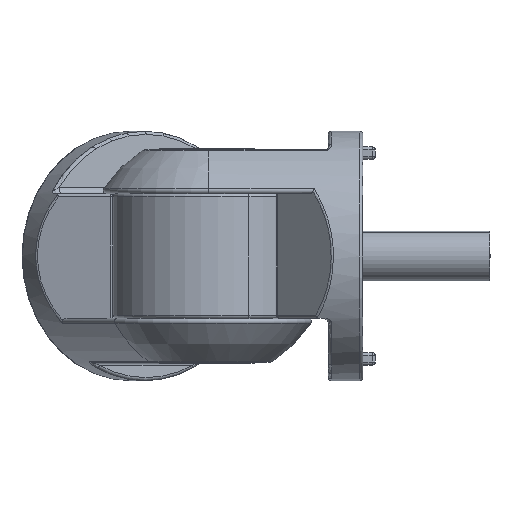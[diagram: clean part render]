
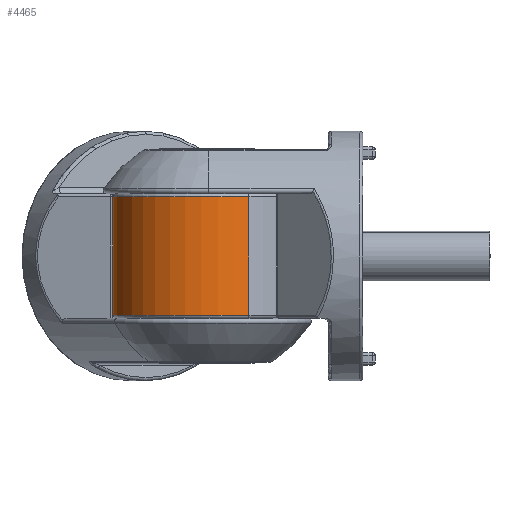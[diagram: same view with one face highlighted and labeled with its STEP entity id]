
A CAD part, left-side view. The second image highlights one B-rep face of the part: STEP entity #4465.
In plain terms, the highlighted cylindrical face has radius 15 mm (diameter 30 mm), a partial arc.
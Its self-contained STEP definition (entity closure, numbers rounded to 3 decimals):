
#1267 = CARTESIAN_POINT ( 'NONE',  ( -17.244, 6.956, 31.196 ) ) ;
#1986 = CARTESIAN_POINT ( 'NONE',  ( -17.244, 6.956, 31.696 ) ) ;
#2112 = CIRCLE ( 'NONE', #9910, 15. ) ;
#3019 = CARTESIAN_POINT ( 'NONE',  ( -3.844, 13.697, 50.696 ) ) ;
#3020 = DIRECTION ( 'NONE',  ( 0., 0., 1. ) ) ;
#3715 = DIRECTION ( 'NONE',  ( 0., 0., 1. ) ) ;
#3908 = VERTEX_POINT ( 'NONE', #11991 ) ;
#4067 = ORIENTED_EDGE ( 'NONE', *, *, #12109, .F. ) ;
#4438 = LINE ( 'NONE', #12127, #13666 ) ;
#4465 = ADVANCED_FACE ( 'NONE', ( #16641 ), #12841, .T. ) ;
#4965 = DIRECTION ( 'NONE',  ( 0., 0., 1. ) ) ;
#5211 = EDGE_CURVE ( 'NONE', #15463, #12516, #11920, .T. ) ;
#7077 = EDGE_LOOP ( 'NONE', ( #13274, #9743, #13632, #4067 ) ) ;
#7453 = CARTESIAN_POINT ( 'NONE',  ( -30.644, 0.215, 31.696 ) ) ;
#7784 = VERTEX_POINT ( 'NONE', #7453 ) ;
#7797 = AXIS2_PLACEMENT_3D ( 'NONE', #1267, #3715, #8772 ) ;
#8772 = DIRECTION ( 'NONE',  ( 0.893, 0.449, 0. ) ) ;
#8861 = DIRECTION ( 'NONE',  ( -0.893, -0.449, 0. ) ) ;
#9656 = DIRECTION ( 'NONE',  ( -0.893, -0.449, 0. ) ) ;
#9730 = DIRECTION ( 'NONE',  ( 0., 0., 1. ) ) ;
#9743 = ORIENTED_EDGE ( 'NONE', *, *, #16250, .T. ) ;
#9910 = AXIS2_PLACEMENT_3D ( 'NONE', #1986, #9730, #9656 ) ;
#11224 = LINE ( 'NONE', #16390, #15251 ) ;
#11674 = CARTESIAN_POINT ( 'NONE',  ( -30.644, 0.215, 50.696 ) ) ;
#11920 = CIRCLE ( 'NONE', #13557, 15. ) ;
#11991 = CARTESIAN_POINT ( 'NONE',  ( -3.844, 13.697, 31.696 ) ) ;
#12109 = EDGE_CURVE ( 'NONE', #3908, #12516, #11224, .T. ) ;
#12127 = CARTESIAN_POINT ( 'NONE',  ( -30.644, 0.215, 31.196 ) ) ;
#12516 = VERTEX_POINT ( 'NONE', #3019 ) ;
#12841 = CYLINDRICAL_SURFACE ( 'NONE', #7797, 15. ) ;
#13274 = ORIENTED_EDGE ( 'NONE', *, *, #13902, .T. ) ;
#13557 = AXIS2_PLACEMENT_3D ( 'NONE', #14874, #16480, #8861 ) ;
#13632 = ORIENTED_EDGE ( 'NONE', *, *, #5211, .T. ) ;
#13666 = VECTOR ( 'NONE', #3020, 1000. ) ;
#13902 = EDGE_CURVE ( 'NONE', #3908, #7784, #2112, .T. ) ;
#14874 = CARTESIAN_POINT ( 'NONE',  ( -17.244, 6.956, 50.696 ) ) ;
#15251 = VECTOR ( 'NONE', #4965, 1000. ) ;
#15463 = VERTEX_POINT ( 'NONE', #11674 ) ;
#16250 = EDGE_CURVE ( 'NONE', #7784, #15463, #4438, .T. ) ;
#16390 = CARTESIAN_POINT ( 'NONE',  ( -3.844, 13.697, 31.196 ) ) ;
#16480 = DIRECTION ( 'NONE',  ( 0., 0., -1. ) ) ;
#16641 = FACE_OUTER_BOUND ( 'NONE', #7077, .T. ) ;
